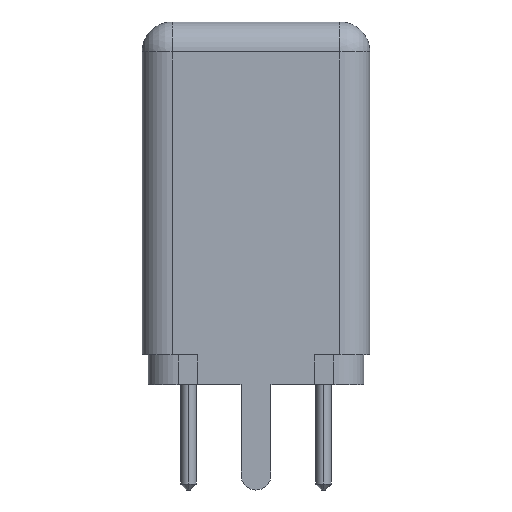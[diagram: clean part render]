
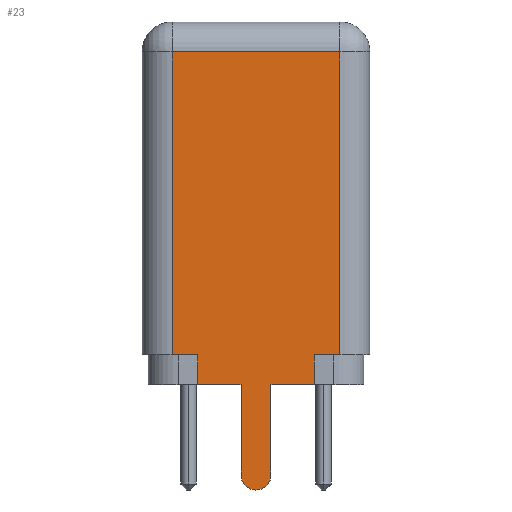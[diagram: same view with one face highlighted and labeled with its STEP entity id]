
A CAD part, left-side view. The second image highlights one B-rep face of the part: STEP entity #23.
In plain terms, the highlighted planar face has unit normal (-1, 0, 0).
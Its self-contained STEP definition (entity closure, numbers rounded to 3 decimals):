
#13 = DIRECTION ( 'NONE',  ( 0., 0., -1. ) ) ;
#23 = ADVANCED_FACE ( 'NONE', ( #2237 ), #2251, .F. ) ;
#25 = ORIENTED_EDGE ( 'NONE', *, *, #2169, .T. ) ;
#50 = AXIS2_PLACEMENT_3D ( 'NONE', #1563, #640, #1939 ) ;
#63 = ORIENTED_EDGE ( 'NONE', *, *, #1621, .T. ) ;
#133 = DIRECTION ( 'NONE',  ( 0., 0., 1. ) ) ;
#142 = VERTEX_POINT ( 'NONE', #613 ) ;
#189 = VERTEX_POINT ( 'NONE', #1953 ) ;
#190 = CARTESIAN_POINT ( 'NONE',  ( -7.6, 0., 12.1 ) ) ;
#201 = LINE ( 'NONE', #1185, #2091 ) ;
#284 = CARTESIAN_POINT ( 'NONE',  ( -7.6, 7.6, 11.1 ) ) ;
#291 = LINE ( 'NONE', #301, #1474 ) ;
#301 = CARTESIAN_POINT ( 'NONE',  ( -7.6, 0., 0. ) ) ;
#367 = DIRECTION ( 'NONE',  ( 1., 0., 0. ) ) ;
#391 = VECTOR ( 'NONE', #133, 1000. ) ;
#410 = EDGE_CURVE ( 'NONE', #799, #2216, #1098, .T. ) ;
#448 = ORIENTED_EDGE ( 'NONE', *, *, #980, .T. ) ;
#489 = LINE ( 'NONE', #2306, #1564 ) ;
#499 = VERTEX_POINT ( 'NONE', #1132 ) ;
#517 = CARTESIAN_POINT ( 'NONE',  ( -7.6, 3.8, -3.51 ) ) ;
#552 = VECTOR ( 'NONE', #2017, 1000. ) ;
#600 = DIRECTION ( 'NONE',  ( 0., 0., -1. ) ) ;
#613 = CARTESIAN_POINT ( 'NONE',  ( -7.6, 5.75, 1. ) ) ;
#633 = CARTESIAN_POINT ( 'NONE',  ( -7.6, 0., 0. ) ) ;
#640 = DIRECTION ( 'NONE',  ( -1., 0., 0. ) ) ;
#645 = VERTEX_POINT ( 'NONE', #517 ) ;
#663 = CARTESIAN_POINT ( 'NONE',  ( -7.6, 1., 1. ) ) ;
#679 = ORIENTED_EDGE ( 'NONE', *, *, #410, .T. ) ;
#681 = DIRECTION ( 'NONE',  ( 0., 1., 0. ) ) ;
#728 = CARTESIAN_POINT ( 'NONE',  ( -7.6, 0., 1. ) ) ;
#737 = VERTEX_POINT ( 'NONE', #1580 ) ;
#742 = VERTEX_POINT ( 'NONE', #1264 ) ;
#777 = CIRCLE ( 'NONE', #1476, 0.5 ) ;
#798 = CARTESIAN_POINT ( 'NONE',  ( -7.6, 6.6, 1. ) ) ;
#799 = VERTEX_POINT ( 'NONE', #663 ) ;
#800 = EDGE_CURVE ( 'NONE', #189, #1841, #291, .T. ) ;
#821 = CIRCLE ( 'NONE', #50, 0.5 ) ;
#824 = DIRECTION ( 'NONE',  ( -1., 0., 0. ) ) ;
#837 = CARTESIAN_POINT ( 'NONE',  ( -7.6, 1., 11.1 ) ) ;
#865 = VECTOR ( 'NONE', #2075, 1000. ) ;
#875 = CARTESIAN_POINT ( 'NONE',  ( -7.6, 4.3, 0. ) ) ;
#912 = LINE ( 'NONE', #728, #552 ) ;
#936 = DIRECTION ( 'NONE',  ( 0., -1., 0. ) ) ;
#971 = CARTESIAN_POINT ( 'NONE',  ( -7.6, 5.75, 12.1 ) ) ;
#980 = EDGE_CURVE ( 'NONE', #2039, #742, #1816, .T. ) ;
#990 = LINE ( 'NONE', #1126, #2258 ) ;
#997 = ORIENTED_EDGE ( 'NONE', *, *, #2167, .T. ) ;
#1000 = VECTOR ( 'NONE', #1314, 1000. ) ;
#1004 = ORIENTED_EDGE ( 'NONE', *, *, #2315, .T. ) ;
#1028 = EDGE_CURVE ( 'NONE', #2135, #142, #201, .T. ) ;
#1042 = DIRECTION ( 'NONE',  ( 0., 0., 1. ) ) ;
#1098 = LINE ( 'NONE', #1327, #1000 ) ;
#1126 = CARTESIAN_POINT ( 'NONE',  ( -7.6, 3.3, -3.51 ) ) ;
#1129 = EDGE_CURVE ( 'NONE', #645, #499, #777, .T. ) ;
#1132 = CARTESIAN_POINT ( 'NONE',  ( -7.6, 3.3, -3.01 ) ) ;
#1177 = ORIENTED_EDGE ( 'NONE', *, *, #800, .T. ) ;
#1185 = CARTESIAN_POINT ( 'NONE',  ( -7.6, 0., 1. ) ) ;
#1211 = VECTOR ( 'NONE', #1567, 1000. ) ;
#1261 = CARTESIAN_POINT ( 'NONE',  ( -7.6, 1.85, 0. ) ) ;
#1264 = CARTESIAN_POINT ( 'NONE',  ( -7.6, 1.85, 1. ) ) ;
#1285 = VERTEX_POINT ( 'NONE', #1785 ) ;
#1314 = DIRECTION ( 'NONE',  ( 0., 0., 1. ) ) ;
#1327 = CARTESIAN_POINT ( 'NONE',  ( -7.6, 1., 12.1 ) ) ;
#1453 = CARTESIAN_POINT ( 'NONE',  ( -7.6, 1.85, 12.1 ) ) ;
#1469 = CARTESIAN_POINT ( 'NONE',  ( -7.6, 4.3, -3.01 ) ) ;
#1474 = VECTOR ( 'NONE', #1571, 1000. ) ;
#1476 = AXIS2_PLACEMENT_3D ( 'NONE', #1506, #824, #2055 ) ;
#1506 = CARTESIAN_POINT ( 'NONE',  ( -7.6, 3.8, -3.01 ) ) ;
#1552 = DIRECTION ( 'NONE',  ( 0., 0., 1. ) ) ;
#1563 = CARTESIAN_POINT ( 'NONE',  ( -7.6, 3.8, -3.01 ) ) ;
#1564 = VECTOR ( 'NONE', #1042, 1000. ) ;
#1567 = DIRECTION ( 'NONE',  ( 0., 0., -1. ) ) ;
#1571 = DIRECTION ( 'NONE',  ( 0., -1., 0. ) ) ;
#1580 = CARTESIAN_POINT ( 'NONE',  ( -7.6, 3.3, 0. ) ) ;
#1602 = LINE ( 'NONE', #284, #2338 ) ;
#1621 = EDGE_CURVE ( 'NONE', #2014, #645, #821, .T. ) ;
#1637 = ORIENTED_EDGE ( 'NONE', *, *, #1129, .T. ) ;
#1676 = ORIENTED_EDGE ( 'NONE', *, *, #1028, .T. ) ;
#1701 = AXIS2_PLACEMENT_3D ( 'NONE', #190, #367, #13 ) ;
#1748 = ORIENTED_EDGE ( 'NONE', *, *, #1773, .T. ) ;
#1773 = EDGE_CURVE ( 'NONE', #142, #189, #2271, .T. ) ;
#1785 = CARTESIAN_POINT ( 'NONE',  ( -7.6, 6.6, 11.1 ) ) ;
#1816 = LINE ( 'NONE', #1453, #391 ) ;
#1820 = EDGE_LOOP ( 'NONE', ( #1676, #1748, #1177, #2086, #63, #1637, #997, #25, #448, #2227, #679, #2186, #1004 ) ) ;
#1841 = VERTEX_POINT ( 'NONE', #875 ) ;
#1939 = DIRECTION ( 'NONE',  ( 0., 0., -1. ) ) ;
#1953 = CARTESIAN_POINT ( 'NONE',  ( -7.6, 5.75, 0. ) ) ;
#1968 = LINE ( 'NONE', #2147, #1211 ) ;
#1995 = EDGE_CURVE ( 'NONE', #742, #799, #912, .T. ) ;
#2014 = VERTEX_POINT ( 'NONE', #1469 ) ;
#2017 = DIRECTION ( 'NONE',  ( 0., -1., 0. ) ) ;
#2039 = VERTEX_POINT ( 'NONE', #1261 ) ;
#2055 = DIRECTION ( 'NONE',  ( 0., 0., -1. ) ) ;
#2075 = DIRECTION ( 'NONE',  ( 0., -1., 0. ) ) ;
#2086 = ORIENTED_EDGE ( 'NONE', *, *, #2316, .F. ) ;
#2091 = VECTOR ( 'NONE', #936, 1000. ) ;
#2135 = VERTEX_POINT ( 'NONE', #798 ) ;
#2147 = CARTESIAN_POINT ( 'NONE',  ( -7.6, 6.6, 12.1 ) ) ;
#2167 = EDGE_CURVE ( 'NONE', #499, #737, #990, .T. ) ;
#2169 = EDGE_CURVE ( 'NONE', #737, #2039, #2292, .T. ) ;
#2186 = ORIENTED_EDGE ( 'NONE', *, *, #2303, .T. ) ;
#2216 = VERTEX_POINT ( 'NONE', #837 ) ;
#2218 = VECTOR ( 'NONE', #600, 1000. ) ;
#2227 = ORIENTED_EDGE ( 'NONE', *, *, #1995, .T. ) ;
#2237 = FACE_OUTER_BOUND ( 'NONE', #1820, .T. ) ;
#2251 = PLANE ( 'NONE',  #1701 ) ;
#2258 = VECTOR ( 'NONE', #1552, 1000. ) ;
#2271 = LINE ( 'NONE', #971, #2218 ) ;
#2292 = LINE ( 'NONE', #633, #865 ) ;
#2303 = EDGE_CURVE ( 'NONE', #2216, #1285, #1602, .T. ) ;
#2306 = CARTESIAN_POINT ( 'NONE',  ( -7.6, 4.3, -3.51 ) ) ;
#2315 = EDGE_CURVE ( 'NONE', #1285, #2135, #1968, .T. ) ;
#2316 = EDGE_CURVE ( 'NONE', #2014, #1841, #489, .T. ) ;
#2338 = VECTOR ( 'NONE', #681, 1000. ) ;
